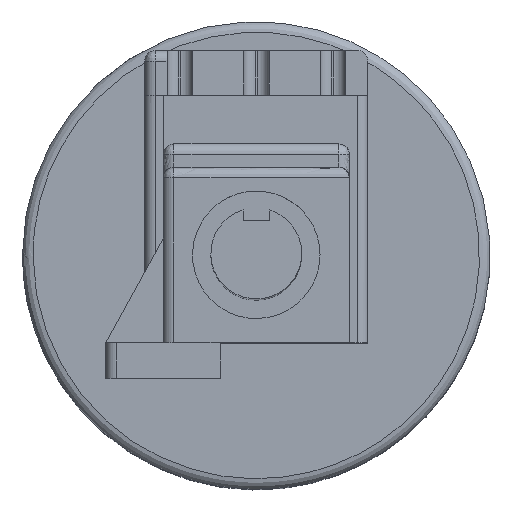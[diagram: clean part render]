
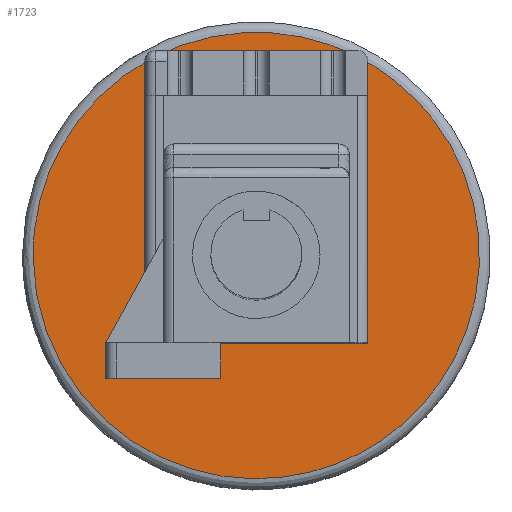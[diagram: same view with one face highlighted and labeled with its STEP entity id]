
A CAD part, top view. The second image highlights one B-rep face of the part: STEP entity #1723.
In plain terms, the highlighted free-form (B-spline) face has degree [1, 1] with [2, 2] control points.
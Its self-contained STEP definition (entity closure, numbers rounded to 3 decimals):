
#39 = VERTEX_POINT('',#40);
#40 = CARTESIAN_POINT('',(-104.514,-82.118,
    -418.056));
#45 = EDGE_CURVE('',#46,#39,#48,.T.);
#46 = VERTEX_POINT('',#47);
#47 = CARTESIAN_POINT('',(104.514,-82.118,
    -418.056));
#48 = B_SPLINE_CURVE_WITH_KNOTS('',1,(#49,#50),.UNSPECIFIED.,.F.,.F.,(2,
    2),(-105.,105.),.PIECEWISE_BEZIER_KNOTS.);
#49 = CARTESIAN_POINT('',(104.514,-82.118,
    -418.056));
#50 = CARTESIAN_POINT('',(-104.514,-82.118,
    -418.056));
#628 = VERTEX_POINT('',#629);
#629 = CARTESIAN_POINT('',(-104.514,168.715,
    -418.056));
#634 = EDGE_CURVE('',#39,#628,#635,.T.);
#635 = B_SPLINE_CURVE_WITH_KNOTS('',1,(#636,#637),.UNSPECIFIED.,.F.,.F.,
  (2,2),(-275.,-23.),.PIECEWISE_BEZIER_KNOTS.);
#636 = CARTESIAN_POINT('',(-104.514,-82.118,
    -418.056));
#637 = CARTESIAN_POINT('',(-104.514,168.715,
    -418.056));
#800 = VERTEX_POINT('',#801);
#801 = CARTESIAN_POINT('',(104.514,168.715,
    -418.056));
#842 = EDGE_CURVE('',#800,#46,#843,.T.);
#843 = B_SPLINE_CURVE_WITH_KNOTS('',1,(#844,#845),.UNSPECIFIED.,.F.,.F.,
  (2,2),(-252.,-0.),.PIECEWISE_BEZIER_KNOTS.);
#844 = CARTESIAN_POINT('',(104.514,168.715,
    -418.056));
#845 = CARTESIAN_POINT('',(104.514,-82.118,
    -418.056));
#1723 = ADVANCED_FACE('',(#1724,#1738),#1764,.F.);
#1724 = FACE_BOUND('',#1725,.T.);
#1725 = EDGE_LOOP('',(#1726));
#1726 = ORIENTED_EDGE('',*,*,#1727,.T.);
#1727 = EDGE_CURVE('',#1728,#1728,#1730,.T.);
#1728 = VERTEX_POINT('',#1729);
#1729 = CARTESIAN_POINT('',(-209.028,0.,-418.056));
#1730 = ( BOUNDED_CURVE() B_SPLINE_CURVE(2,(#1731,#1732,#1733,#1734,
#1735,#1736,#1737),.UNSPECIFIED.,.T.,.F.) B_SPLINE_CURVE_WITH_KNOTS((1,2
    ,2,2,2,1),(-2.094,0.,2.094,4.189,
6.283,8.378),.UNSPECIFIED.) CURVE() 
GEOMETRIC_REPRESENTATION_ITEM() RATIONAL_B_SPLINE_CURVE((1.,0.5,1.,0.5,
1.,0.5,1.)) REPRESENTATION_ITEM('') );
#1731 = CARTESIAN_POINT('',(-209.028,0.,-418.056));
#1732 = CARTESIAN_POINT('',(-209.028,-362.047,
    -418.056));
#1733 = CARTESIAN_POINT('',(104.514,-181.024,
    -418.056));
#1734 = CARTESIAN_POINT('',(418.056,0.,
    -418.056));
#1735 = CARTESIAN_POINT('',(104.514,181.024,
    -418.056));
#1736 = CARTESIAN_POINT('',(-209.028,362.047,
    -418.056));
#1737 = CARTESIAN_POINT('',(-209.028,0.,-418.056));
#1738 = FACE_BOUND('',#1739,.T.);
#1739 = EDGE_LOOP('',(#1740,#1749,#1755,#1756,#1757,#1758));
#1740 = ORIENTED_EDGE('',*,*,#1741,.F.);
#1741 = EDGE_CURVE('',#1742,#1744,#1746,.T.);
#1742 = VERTEX_POINT('',#1743);
#1743 = CARTESIAN_POINT('',(94.56,178.669,
    -418.056));
#1744 = VERTEX_POINT('',#1745);
#1745 = CARTESIAN_POINT('',(-94.56,178.669,
    -418.056));
#1746 = B_SPLINE_CURVE_WITH_KNOTS('',1,(#1747,#1748),.UNSPECIFIED.,.F.,
  .F.,(2,2),(230.,420.),.PIECEWISE_BEZIER_KNOTS.);
#1747 = CARTESIAN_POINT('',(94.56,178.669,
    -418.056));
#1748 = CARTESIAN_POINT('',(-94.56,178.669,
    -418.056));
#1749 = ORIENTED_EDGE('',*,*,#1750,.T.);
#1750 = EDGE_CURVE('',#1742,#800,#1751,.T.);
#1751 = ( BOUNDED_CURVE() B_SPLINE_CURVE(2,(#1752,#1753,#1754),
.UNSPECIFIED.,.F.,.F.) B_SPLINE_CURVE_WITH_KNOTS((3,3),(1.571,
3.142),.PIECEWISE_BEZIER_KNOTS.) CURVE() 
GEOMETRIC_REPRESENTATION_ITEM() RATIONAL_B_SPLINE_CURVE((1.,
0.707,1.)) REPRESENTATION_ITEM('') );
#1752 = CARTESIAN_POINT('',(94.56,178.669,
    -418.056));
#1753 = CARTESIAN_POINT('',(104.514,178.669,
    -418.056));
#1754 = CARTESIAN_POINT('',(104.514,168.715,
    -418.056));
#1755 = ORIENTED_EDGE('',*,*,#842,.T.);
#1756 = ORIENTED_EDGE('',*,*,#45,.T.);
#1757 = ORIENTED_EDGE('',*,*,#634,.T.);
#1758 = ORIENTED_EDGE('',*,*,#1759,.T.);
#1759 = EDGE_CURVE('',#628,#1744,#1760,.T.);
#1760 = ( BOUNDED_CURVE() B_SPLINE_CURVE(2,(#1761,#1762,#1763),
.UNSPECIFIED.,.F.,.F.) B_SPLINE_CURVE_WITH_KNOTS((3,3),(0.,
1.571),.PIECEWISE_BEZIER_KNOTS.) CURVE() 
GEOMETRIC_REPRESENTATION_ITEM() RATIONAL_B_SPLINE_CURVE((1.,
0.707,1.)) REPRESENTATION_ITEM('') );
#1761 = CARTESIAN_POINT('',(-104.514,168.715,
    -418.056));
#1762 = CARTESIAN_POINT('',(-104.514,178.669,
    -418.056));
#1763 = CARTESIAN_POINT('',(-94.56,178.669,
    -418.056));
#1764 = B_SPLINE_SURFACE_WITH_KNOTS('',1,1,(
    (#1765,#1766)
    ,(#1767,#1768
    )),.UNSPECIFIED.,.F.,.F.,.F.,(2,2),(2,2),(-210.,210.),(-210.,210.),
  .PIECEWISE_BEZIER_KNOTS.);
#1765 = CARTESIAN_POINT('',(209.028,-209.028,
    -418.056));
#1766 = CARTESIAN_POINT('',(209.028,209.028,
    -418.056));
#1767 = CARTESIAN_POINT('',(-209.028,-209.028,
    -418.056));
#1768 = CARTESIAN_POINT('',(-209.028,209.028,
    -418.056));
